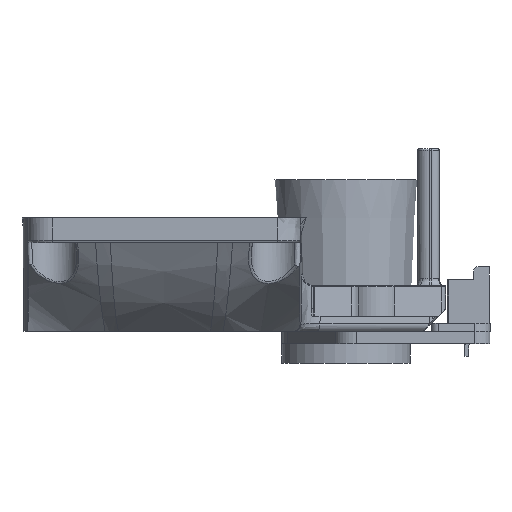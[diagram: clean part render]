
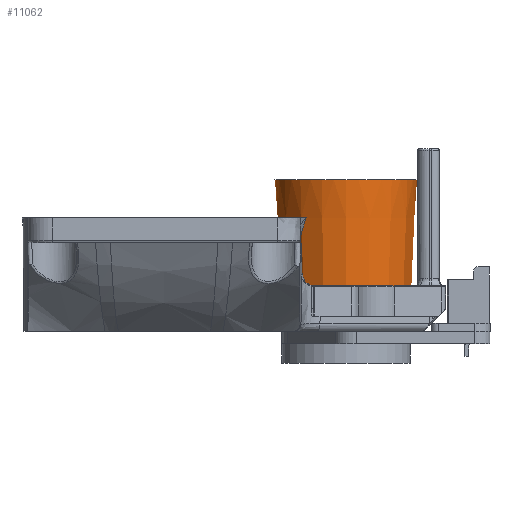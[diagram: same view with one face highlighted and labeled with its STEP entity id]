
A CAD part, front view. The second image highlights one B-rep face of the part: STEP entity #11062.
In plain terms, the highlighted conical face has half-angle 2.5 degrees and reference radius 8.5 mm.
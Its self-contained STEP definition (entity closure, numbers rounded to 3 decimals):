
#1018=CONICAL_SURFACE('',#11743,8.5,0.044);
#1392=FACE_OUTER_BOUND('',#1982,.T.);
#1982=EDGE_LOOP('',(#7499,#7500,#7501,#7502));
#2626=LINE('',#14826,#3387);
#3387=VECTOR('',#12595,8.5);
#4131=CIRCLE('',#11744,9.373);
#4132=CIRCLE('',#11745,8.5);
#4411=VERTEX_POINT('',#14823);
#4412=VERTEX_POINT('',#14825);
#5649=EDGE_CURVE('',#4411,#4411,#4131,.T.);
#5650=EDGE_CURVE('',#4411,#4412,#2626,.T.);
#5651=EDGE_CURVE('',#4412,#4412,#4132,.T.);
#7499=ORIENTED_EDGE('',*,*,#5649,.F.);
#7500=ORIENTED_EDGE('',*,*,#5650,.T.);
#7501=ORIENTED_EDGE('',*,*,#5651,.T.);
#7502=ORIENTED_EDGE('',*,*,#5650,.F.);
#11062=ADVANCED_FACE('',(#1392),#1018,.T.);
#11743=AXIS2_PLACEMENT_3D('',#14822,#12591,#12592);
#11744=AXIS2_PLACEMENT_3D('',#14824,#12593,#12594);
#11745=AXIS2_PLACEMENT_3D('',#14827,#12596,#12597);
#12591=DIRECTION('center_axis',(0.,0.,1.));
#12592=DIRECTION('ref_axis',(1.,0.,0.));
#12593=DIRECTION('center_axis',(0.,0.,1.));
#12594=DIRECTION('ref_axis',(1.,0.,0.));
#12595=DIRECTION('',(0.044,0.,-0.999));
#12596=DIRECTION('center_axis',(0.,0.,1.));
#12597=DIRECTION('ref_axis',(1.,0.,0.));
#14822=CARTESIAN_POINT('Origin',(0.,0.,0.));
#14823=CARTESIAN_POINT('',(-9.373,0.,20.));
#14824=CARTESIAN_POINT('Origin',(0.,0.,20.));
#14825=CARTESIAN_POINT('',(-8.5,0.,0.));
#14826=CARTESIAN_POINT('',(-8.5,0.,0.));
#14827=CARTESIAN_POINT('Origin',(0.,0.,0.));
